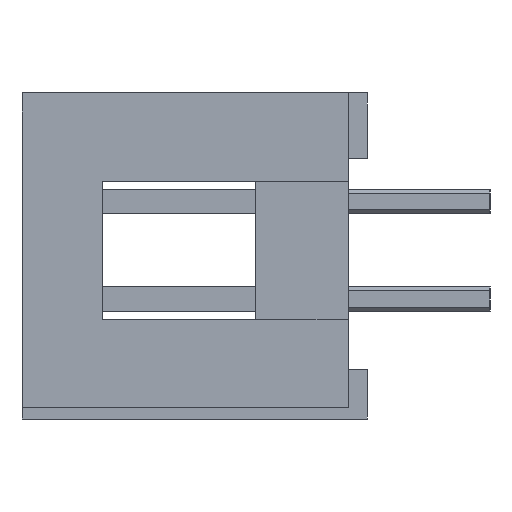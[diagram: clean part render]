
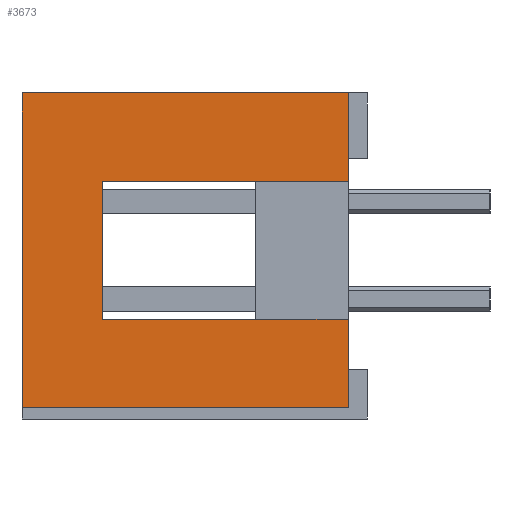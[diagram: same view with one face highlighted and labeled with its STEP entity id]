
A CAD part, left-side view. The second image highlights one B-rep face of the part: STEP entity #3673.
In plain terms, the highlighted planar face has unit normal (-1, 0, 0).
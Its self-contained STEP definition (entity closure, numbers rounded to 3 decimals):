
#492 = ORIENTED_EDGE ( 'NONE', *, *, #12503, .F. ) ;
#16906 = VERTEX_POINT ( 'NONE', #6076 ) ;
#17164 = CARTESIAN_POINT ( 'NONE',  ( -29.06, 6.9, 1.8 ) ) ;
#17306 = EDGE_CURVE ( 'NONE', #16906, #5266, #6206, .T. ) ;
#1153 = EDGE_CURVE ( 'NONE', #1417, #10357, #13277, .T. ) ;
#17764 = CARTESIAN_POINT ( 'NONE',  ( -29.06, 0.5, -1.8 ) ) ;
#17771 = ORIENTED_EDGE ( 'NONE', *, *, #4921, .T. ) ;
#1417 = VERTEX_POINT ( 'NONE', #13762 ) ;
#18093 = LINE ( 'NONE', #18094, #18095 ) ;
#18094 = CARTESIAN_POINT ( 'NONE',  ( -29.06, 6.9, -1.8 ) ) ;
#18095 = VECTOR ( 'NONE', #18096, 1000. ) ;
#18096 = DIRECTION ( 'NONE',  ( 0., 0., 1. ) ) ;
#18424 = FACE_OUTER_BOUND ( 'NONE', #16165, .T. ) ;
#18441 = PLANE ( 'NONE',  #18442 ) ;
#18442 = AXIS2_PLACEMENT_3D ( 'NONE', #18443, #18444, #18447 ) ;
#18443 = CARTESIAN_POINT ( 'NONE',  ( -29.06, 9., -4.1 ) ) ;
#18444 = DIRECTION ( 'NONE',  ( 1., 0., 0. ) ) ;
#18447 = DIRECTION ( 'NONE',  ( 0., 0., -1. ) ) ;
#18474 = CARTESIAN_POINT ( 'NONE',  ( -29.06, 6.9, -1.8 ) ) ;
#2478 = CARTESIAN_POINT ( 'NONE',  ( -29.06, 0.5, 4.1 ) ) ;
#2994 = VERTEX_POINT ( 'NONE', #17164 ) ;
#3271 = VERTEX_POINT ( 'NONE', #17764 ) ;
#3485 = EDGE_CURVE ( 'NONE', #3678, #2994, #18093, .T. ) ;
#3673 = ADVANCED_FACE ( 'NONE', ( #18424 ), #18441, .F. ) ;
#3678 = VERTEX_POINT ( 'NONE', #18474 ) ;
#3741 = ORIENTED_EDGE ( 'NONE', *, *, #1153, .T. ) ;
#20207 = LINE ( 'NONE', #20208, #20209 ) ;
#20208 = CARTESIAN_POINT ( 'NONE',  ( -29.06, 6.9, -1.8 ) ) ;
#20209 = VECTOR ( 'NONE', #20210, 1000. ) ;
#20210 = DIRECTION ( 'NONE',  ( 0., -1., 0. ) ) ;
#3969 = LINE ( 'NONE', #3970, #3971 ) ;
#3970 = CARTESIAN_POINT ( 'NONE',  ( -29.06, 9., 4.1 ) ) ;
#3971 = VECTOR ( 'NONE', #3972, 1000. ) ;
#3972 = DIRECTION ( 'NONE',  ( 0., -1., 0. ) ) ;
#4050 = ORIENTED_EDGE ( 'NONE', *, *, #4590, .F. ) ;
#4431 = ORIENTED_EDGE ( 'NONE', *, *, #3485, .T. ) ;
#4590 = EDGE_CURVE ( 'NONE', #3678, #3271, #20207, .T. ) ;
#21098 = LINE ( 'NONE', #21099, #21100 ) ;
#21099 = CARTESIAN_POINT ( 'NONE',  ( -29.06, 0.5, -4.1 ) ) ;
#21100 = VECTOR ( 'NONE', #21101, 1000. ) ;
#21101 = DIRECTION ( 'NONE',  ( 0., 0., 1. ) ) ;
#4921 = EDGE_CURVE ( 'NONE', #5266, #3271, #21098, .T. ) ;
#5257 = VERTEX_POINT ( 'NONE', #21642 ) ;
#21642 = CARTESIAN_POINT ( 'NONE',  ( -29.06, 9., 4.1 ) ) ;
#5266 = VERTEX_POINT ( 'NONE', #21685 ) ;
#21685 = CARTESIAN_POINT ( 'NONE',  ( -29.06, 0.5, -4.1 ) ) ;
#5418 = EDGE_CURVE ( 'NONE', #16906, #5257, #22047, .T. ) ;
#22047 = LINE ( 'NONE', #22048, #22049 ) ;
#22048 = CARTESIAN_POINT ( 'NONE',  ( -29.06, 9., -4.1 ) ) ;
#22049 = VECTOR ( 'NONE', #22050, 1000. ) ;
#22050 = DIRECTION ( 'NONE',  ( 0., 0., 1. ) ) ;
#6076 = CARTESIAN_POINT ( 'NONE',  ( -29.06, 9., -4.1 ) ) ;
#6206 = LINE ( 'NONE', #6207, #6208 ) ;
#6207 = CARTESIAN_POINT ( 'NONE',  ( -29.06, 9., -4.1 ) ) ;
#6208 = VECTOR ( 'NONE', #6209, 1000. ) ;
#6209 = DIRECTION ( 'NONE',  ( 0., -1., 0. ) ) ;
#22966 = ORIENTED_EDGE ( 'NONE', *, *, #23719, .T. ) ;
#23719 = EDGE_CURVE ( 'NONE', #2994, #1417, #11589, .T. ) ;
#10357 = VERTEX_POINT ( 'NONE', #2478 ) ;
#11589 = LINE ( 'NONE', #11590, #11591 ) ;
#11590 = CARTESIAN_POINT ( 'NONE',  ( -29.06, 6.9, 1.8 ) ) ;
#11591 = VECTOR ( 'NONE', #11592, 1000. ) ;
#11592 = DIRECTION ( 'NONE',  ( 0., -1., 0. ) ) ;
#12503 = EDGE_CURVE ( 'NONE', #5257, #10357, #3969, .T. ) ;
#13277 = LINE ( 'NONE', #13279, #13280 ) ;
#13279 = CARTESIAN_POINT ( 'NONE',  ( -29.06, 0.5, -4.1 ) ) ;
#13280 = VECTOR ( 'NONE', #13281, 1000. ) ;
#13281 = DIRECTION ( 'NONE',  ( 0., 0., 1. ) ) ;
#13762 = CARTESIAN_POINT ( 'NONE',  ( -29.06, 0.5, 1.8 ) ) ;
#15435 = ORIENTED_EDGE ( 'NONE', *, *, #5418, .F. ) ;
#15927 = ORIENTED_EDGE ( 'NONE', *, *, #17306, .T. ) ;
#16165 = EDGE_LOOP ( 'NONE', ( #22966, #3741, #492, #15435, #15927, #17771, #4050, #4431 ) ) ;
